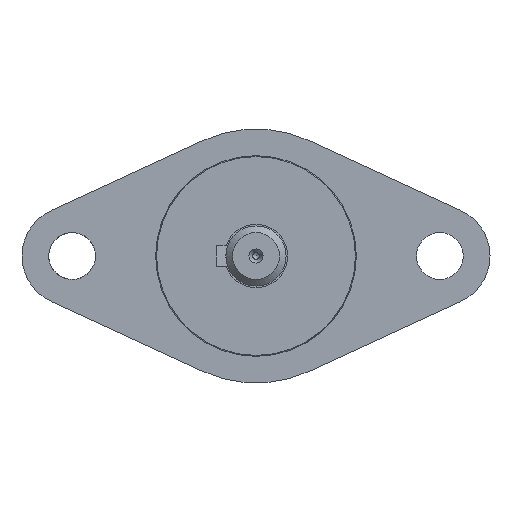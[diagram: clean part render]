
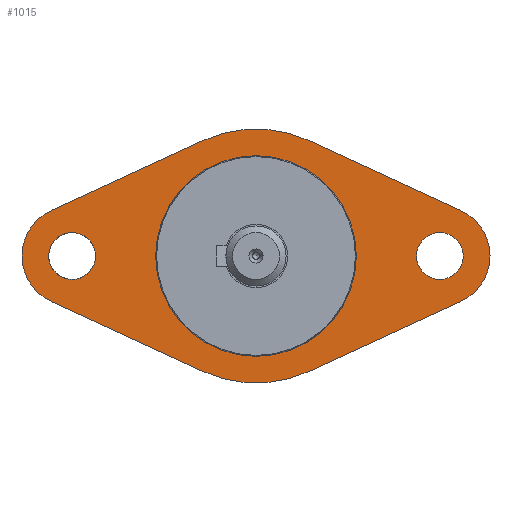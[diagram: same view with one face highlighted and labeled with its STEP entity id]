
A CAD part, left-side view. The second image highlights one B-rep face of the part: STEP entity #1015.
In plain terms, the highlighted planar face has unit normal (-1, 0, 0).
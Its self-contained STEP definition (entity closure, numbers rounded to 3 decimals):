
#880=CARTESIAN_POINT('',(-91.9,0.,15.));
#881=VERTEX_POINT('',#880);
#882=CARTESIAN_POINT('',(-91.9,0.,0.));
#883=DIRECTION('',(1.0,0.0,0.0));
#884=DIRECTION('',(0.0,0.0,-1.0));
#885=AXIS2_PLACEMENT_3D('',#882,#883,#884);
#886=CIRCLE('',#885,15.0);
#887=EDGE_CURVE('',#881,#881,#886,.T.);
#915=CARTESIAN_POINT('',(-91.9,0.,0.));
#916=DIRECTION('',(1.0,0.0,0.0));
#917=DIRECTION('',(0.0,0.0,-1.0));
#918=AXIS2_PLACEMENT_3D('',#915,#916,#917);
#919=PLANE('',#918);
#920=CARTESIAN_POINT('',(-91.9,-30.636,-6.813));
#921=VERTEX_POINT('',#920);
#922=CARTESIAN_POINT('',(-91.9,-7.945,-17.259));
#923=VERTEX_POINT('',#922);
#924=CARTESIAN_POINT('',(-91.9,-30.636,-6.813));
#925=DIRECTION('',(0.,0.908,-0.418));
#926=VECTOR('',#925,24.98);
#927=LINE('',#924,#926);
#928=EDGE_CURVE('',#921,#923,#927,.T.);
#929=ORIENTED_EDGE('',*,*,#928,.F.);
#930=CARTESIAN_POINT('',(-91.9,-30.636,6.813));
#931=VERTEX_POINT('',#930);
#932=CARTESIAN_POINT('',(-91.9,-27.5,0.));
#933=DIRECTION('',(1.,0.,0.));
#934=DIRECTION('',(0.,0.418,0.908));
#935=AXIS2_PLACEMENT_3D('',#932,#933,#934);
#936=CIRCLE('',#935,7.5);
#937=EDGE_CURVE('',#931,#921,#936,.T.);
#938=ORIENTED_EDGE('',*,*,#937,.F.);
#939=CARTESIAN_POINT('',(-91.9,-7.945,17.259));
#940=VERTEX_POINT('',#939);
#941=CARTESIAN_POINT('',(-91.9,-7.945,17.259));
#942=DIRECTION('',(0.0,-0.908,-0.418));
#943=VECTOR('',#942,24.98);
#944=LINE('',#941,#943);
#945=EDGE_CURVE('',#940,#931,#944,.T.);
#946=ORIENTED_EDGE('',*,*,#945,.F.);
#947=CARTESIAN_POINT('',(-91.9,7.945,17.259));
#948=VERTEX_POINT('',#947);
#949=CARTESIAN_POINT('',(-91.9,0.,0.));
#950=DIRECTION('',(1.0,0.,0.));
#951=DIRECTION('',(0.,0.418,-0.908));
#952=AXIS2_PLACEMENT_3D('',#949,#950,#951);
#953=CIRCLE('',#952,19.);
#954=EDGE_CURVE('',#948,#940,#953,.T.);
#955=ORIENTED_EDGE('',*,*,#954,.F.);
#956=CARTESIAN_POINT('',(-91.9,30.636,6.813));
#957=VERTEX_POINT('',#956);
#958=CARTESIAN_POINT('',(-91.9,30.636,6.813));
#959=DIRECTION('',(0.0,-0.908,0.418));
#960=VECTOR('',#959,24.98);
#961=LINE('',#958,#960);
#962=EDGE_CURVE('',#957,#948,#961,.T.);
#963=ORIENTED_EDGE('',*,*,#962,.F.);
#964=CARTESIAN_POINT('',(-91.9,30.636,-6.813));
#965=VERTEX_POINT('',#964);
#966=CARTESIAN_POINT('',(-91.9,27.5,0.));
#967=DIRECTION('',(1.0,0.,0.));
#968=DIRECTION('',(0.,-0.418,-0.908));
#969=AXIS2_PLACEMENT_3D('',#966,#967,#968);
#970=CIRCLE('',#969,7.5);
#971=EDGE_CURVE('',#965,#957,#970,.T.);
#972=ORIENTED_EDGE('',*,*,#971,.F.);
#973=CARTESIAN_POINT('',(-91.9,7.945,-17.259));
#974=VERTEX_POINT('',#973);
#975=CARTESIAN_POINT('',(-91.9,7.945,-17.259));
#976=DIRECTION('',(0.,0.908,0.418));
#977=VECTOR('',#976,24.98);
#978=LINE('',#975,#977);
#979=EDGE_CURVE('',#974,#965,#978,.T.);
#980=ORIENTED_EDGE('',*,*,#979,.F.);
#981=CARTESIAN_POINT('',(-91.9,0.,0.));
#982=DIRECTION('',(1.0,0.,0.));
#983=DIRECTION('',(0.,-0.418,0.908));
#984=AXIS2_PLACEMENT_3D('',#981,#982,#983);
#985=CIRCLE('',#984,19.);
#986=EDGE_CURVE('',#923,#974,#985,.T.);
#987=ORIENTED_EDGE('',*,*,#986,.F.);
#988=EDGE_LOOP('',(#929,#938,#946,#955,#963,#972,#980,#987));
#989=FACE_OUTER_BOUND('',#988,.T.);
#990=ORIENTED_EDGE('',*,*,#887,.T.);
#991=EDGE_LOOP('',(#990));
#992=FACE_BOUND('',#991,.T.);
#993=CARTESIAN_POINT('',(-91.9,28.241,-3.421));
#994=VERTEX_POINT('',#993);
#995=CARTESIAN_POINT('',(-91.9,27.5,0.));
#996=DIRECTION('',(1.0,0.0,0.0));
#997=DIRECTION('',(0.0,0.0,1.0));
#998=AXIS2_PLACEMENT_3D('',#995,#996,#997);
#999=CIRCLE('',#998,3.5);
#1000=EDGE_CURVE('',#994,#994,#999,.T.);
#1001=ORIENTED_EDGE('',*,*,#1000,.T.);
#1002=EDGE_LOOP('',(#1001));
#1003=FACE_BOUND('',#1002,.T.);
#1004=CARTESIAN_POINT('',(-91.9,-27.5,3.5));
#1005=VERTEX_POINT('',#1004);
#1006=CARTESIAN_POINT('',(-91.9,-27.5,0.));
#1007=DIRECTION('',(1.0,0.0,0.0));
#1008=DIRECTION('',(0.0,0.0,1.0));
#1009=AXIS2_PLACEMENT_3D('',#1006,#1007,#1008);
#1010=CIRCLE('',#1009,3.5);
#1011=EDGE_CURVE('',#1005,#1005,#1010,.T.);
#1012=ORIENTED_EDGE('',*,*,#1011,.T.);
#1013=EDGE_LOOP('',(#1012));
#1014=FACE_BOUND('',#1013,.T.);
#1015=ADVANCED_FACE('',(#989,#992,#1003,#1014),#919,.F.);
